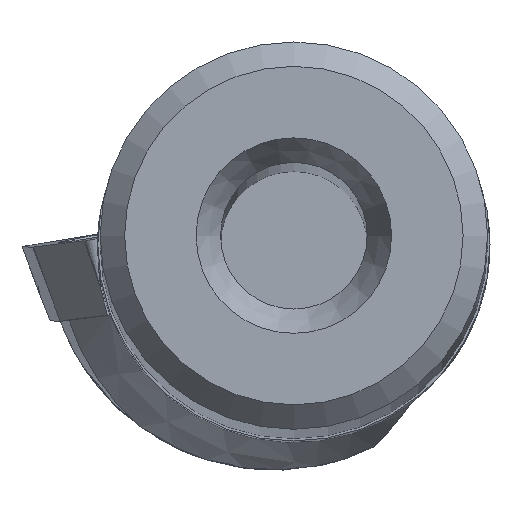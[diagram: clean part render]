
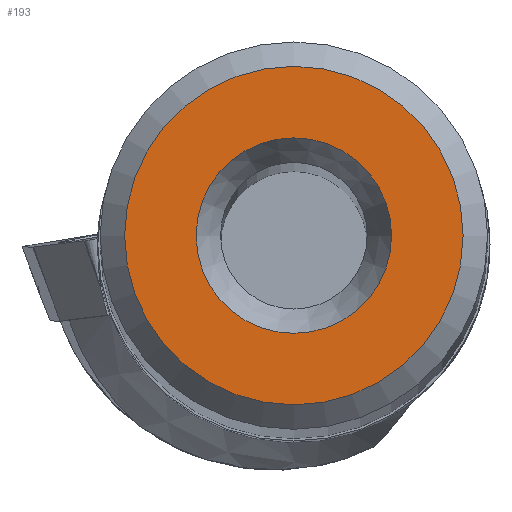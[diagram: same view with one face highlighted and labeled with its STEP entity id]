
A CAD part, top view. The second image highlights one B-rep face of the part: STEP entity #193.
In plain terms, the highlighted planar face has unit normal (0, 0, 1).
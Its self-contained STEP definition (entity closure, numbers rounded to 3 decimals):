
#193=ADVANCED_FACE('',(#250,#251),#224,.T.);
#224=PLANE('',#993);
#250=FACE_BOUND('',#300,.T.);
#251=FACE_BOUND('',#301,.T.);
#300=EDGE_LOOP('',(#496));
#301=EDGE_LOOP('',(#497));
#341=CIRCLE('',#991,2.);
#342=CIRCLE('',#992,3.463);
#496=ORIENTED_EDGE('',*,*,#726,.F.);
#497=ORIENTED_EDGE('',*,*,#727,.T.);
#627=VERTEX_POINT('',#1602);
#628=VERTEX_POINT('',#1604);
#726=EDGE_CURVE('',#627,#627,#341,.T.);
#727=EDGE_CURVE('',#628,#628,#342,.T.);
#991=AXIS2_PLACEMENT_3D('',#1601,#1200,#1201);
#992=AXIS2_PLACEMENT_3D('',#1603,#1202,#1203);
#993=AXIS2_PLACEMENT_3D('',#1605,#1204,#1205);
#1200=DIRECTION('',(0.,0.,1.));
#1201=DIRECTION('',(1.,0.,0.));
#1202=DIRECTION('',(0.,0.,1.));
#1203=DIRECTION('',(1.,0.,0.));
#1204=DIRECTION('',(0.,0.,1.));
#1205=DIRECTION('',(1.,0.,0.));
#1601=CARTESIAN_POINT('',(0.,0.,0.));
#1602=CARTESIAN_POINT('',(2.,0.,0.));
#1603=CARTESIAN_POINT('',(0.,0.,0.));
#1604=CARTESIAN_POINT('',(3.463,0.,0.));
#1605=CARTESIAN_POINT('',(0.,0.,0.));
